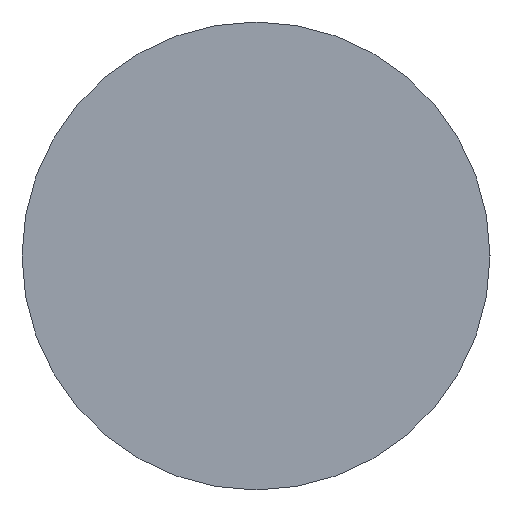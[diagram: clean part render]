
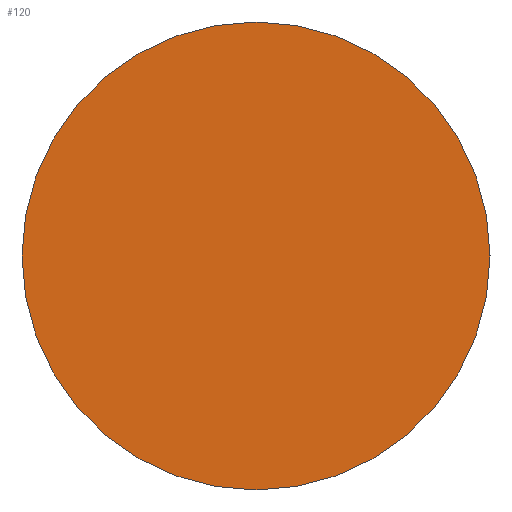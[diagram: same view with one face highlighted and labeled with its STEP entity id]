
A CAD part, left-side view. The second image highlights one B-rep face of the part: STEP entity #120.
In plain terms, the highlighted planar face has unit normal (-1, 0, 0).
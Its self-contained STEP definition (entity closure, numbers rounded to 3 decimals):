
#8 = FACE_OUTER_BOUND ( 'NONE', #66, .T. ) ;
#28 = AXIS2_PLACEMENT_3D ( 'NONE', #107, #99, #136 ) ;
#38 = DIRECTION ( 'NONE',  ( 1., 0., 0. ) ) ;
#39 = CARTESIAN_POINT ( 'NONE',  ( 0., 0., 0. ) ) ;
#41 = DIRECTION ( 'NONE',  ( 1., 0., 0. ) ) ;
#66 = EDGE_LOOP ( 'NONE', ( #78, #77 ) ) ;
#68 = DIRECTION ( 'NONE',  ( 0., 0., -1. ) ) ;
#77 = ORIENTED_EDGE ( 'NONE', *, *, #167, .F. ) ;
#78 = ORIENTED_EDGE ( 'NONE', *, *, #164, .F. ) ;
#89 = CIRCLE ( 'NONE', #109, 2.4 ) ;
#94 = PLANE ( 'NONE',  #28 ) ;
#99 = DIRECTION ( 'NONE',  ( 1., 0., 0. ) ) ;
#107 = CARTESIAN_POINT ( 'NONE',  ( 0., 0., 0. ) ) ;
#109 = AXIS2_PLACEMENT_3D ( 'NONE', #39, #41, #117 ) ;
#117 = DIRECTION ( 'NONE',  ( 0., 0., -1. ) ) ;
#120 = ADVANCED_FACE ( 'NONE', ( #8 ), #94, .F. ) ;
#130 = VERTEX_POINT ( 'NONE', #158 ) ;
#136 = DIRECTION ( 'NONE',  ( 0., 0., -1. ) ) ;
#141 = CIRCLE ( 'NONE', #161, 2.4 ) ;
#158 = CARTESIAN_POINT ( 'NONE',  ( 0., 0., -2.4 ) ) ;
#159 = CARTESIAN_POINT ( 'NONE',  ( 0., 0., 0. ) ) ;
#161 = AXIS2_PLACEMENT_3D ( 'NONE', #159, #38, #68 ) ;
#162 = CARTESIAN_POINT ( 'NONE',  ( 0., 0., 2.4 ) ) ;
#164 = EDGE_CURVE ( 'NONE', #169, #130, #141, .T. ) ;
#167 = EDGE_CURVE ( 'NONE', #130, #169, #89, .T. ) ;
#169 = VERTEX_POINT ( 'NONE', #162 ) ;
